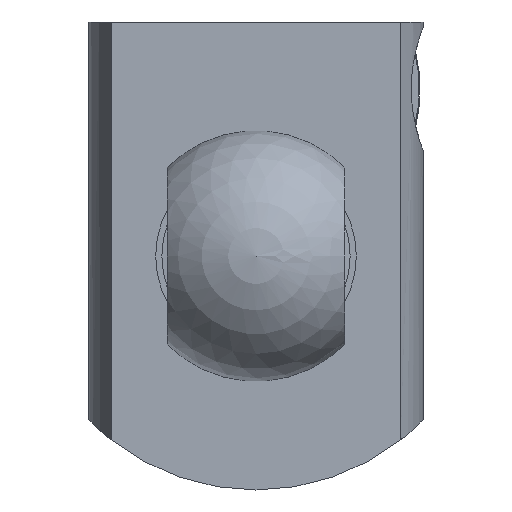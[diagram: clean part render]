
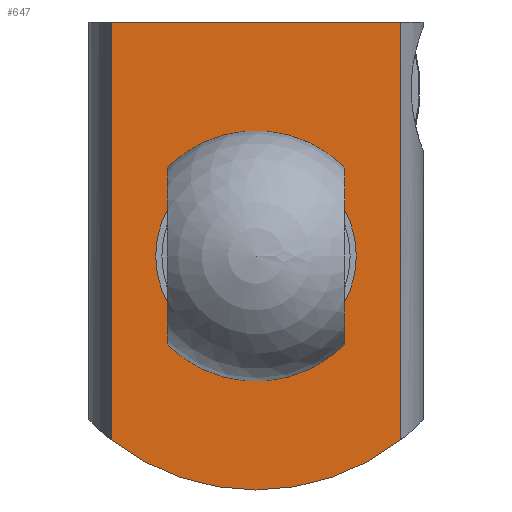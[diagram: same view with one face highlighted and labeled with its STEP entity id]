
A CAD part, front view. The second image highlights one B-rep face of the part: STEP entity #647.
In plain terms, the highlighted planar face has unit normal (0, -1, 0).
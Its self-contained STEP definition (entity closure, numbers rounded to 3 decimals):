
#61=PLANE('',#732);
#78=FACE_OUTER_BOUND('',#120,.T.);
#120=EDGE_LOOP('',(#465,#466,#467,#468));
#176=LINE('',#1152,#199);
#178=LINE('',#1177,#201);
#180=LINE('',#1184,#203);
#199=VECTOR('',#838,10.);
#201=VECTOR('',#844,10.);
#203=VECTOR('',#856,10.);
#224=CIRCLE('',#731,70.);
#282=VERTEX_POINT('',#1130);
#285=VERTEX_POINT('',#1150);
#287=VERTEX_POINT('',#1155);
#290=VERTEX_POINT('',#1168);
#350=EDGE_CURVE('',#282,#285,#176,.T.);
#355=EDGE_CURVE('',#287,#290,#178,.T.);
#358=EDGE_CURVE('',#290,#282,#224,.T.);
#359=EDGE_CURVE('',#285,#287,#180,.T.);
#465=ORIENTED_EDGE('',*,*,#355,.T.);
#466=ORIENTED_EDGE('',*,*,#358,.T.);
#467=ORIENTED_EDGE('',*,*,#350,.T.);
#468=ORIENTED_EDGE('',*,*,#359,.T.);
#647=ADVANCED_FACE('',(#78),#61,.F.);
#731=AXIS2_PLACEMENT_3D('',#1182,#852,#853);
#732=AXIS2_PLACEMENT_3D('',#1183,#854,#855);
#838=DIRECTION('',(0.,0.,1.));
#844=DIRECTION('',(0.,0.,-1.));
#852=DIRECTION('center_axis',(0.,-1.,0.));
#853=DIRECTION('ref_axis',(0.714,0.,-0.7));
#854=DIRECTION('center_axis',(0.,1.,0.));
#855=DIRECTION('ref_axis',(1.,0.,0.));
#856=DIRECTION('',(-1.,0.,0.));
#1130=CARTESIAN_POINT('',(43.301,-25.,-55.));
#1150=CARTESIAN_POINT('',(43.301,-25.,70.));
#1152=CARTESIAN_POINT('',(43.301,-25.,0.));
#1155=CARTESIAN_POINT('',(-43.301,-25.,70.));
#1168=CARTESIAN_POINT('',(-43.301,-25.,-55.));
#1177=CARTESIAN_POINT('',(-43.301,-25.,0.));
#1182=CARTESIAN_POINT('Origin',(0.,-25.,0.));
#1183=CARTESIAN_POINT('Origin',(0.,-25.,0.));
#1184=CARTESIAN_POINT('',(50.,-25.,70.));
